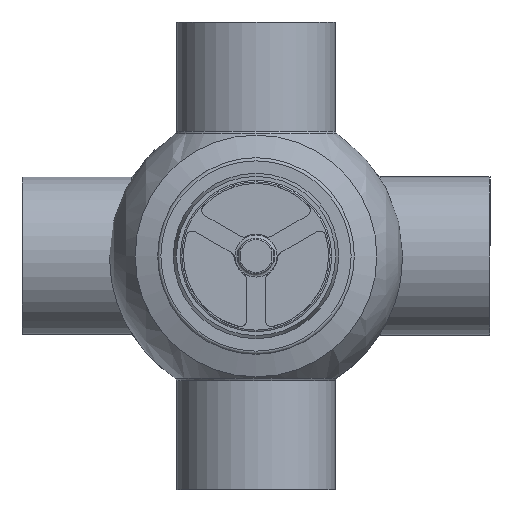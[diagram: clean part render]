
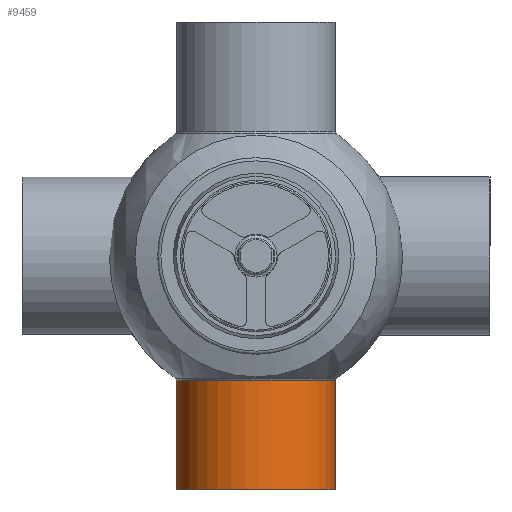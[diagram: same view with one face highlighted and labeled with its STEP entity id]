
A CAD part, front view. The second image highlights one B-rep face of the part: STEP entity #9459.
In plain terms, the highlighted cylindrical face has radius 50.8 mm (diameter 101.6 mm), a full revolution.
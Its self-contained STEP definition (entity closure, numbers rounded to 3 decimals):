
#1064=FACE_OUTER_BOUND('',#1638,.T.);
#1638=EDGE_LOOP('',(#8134,#8135,#8136,#8137,#8138));
#2368=CIRCLE('',#10704,50.8);
#2369=CIRCLE('',#10705,50.8);
#2370=CIRCLE('',#10706,50.8);
#3098=LINE('',#17223,#3619);
#3619=VECTOR('',#13310,50.8);
#4434=VERTEX_POINT('',#17220);
#4435=VERTEX_POINT('',#17222);
#4436=VERTEX_POINT('',#17224);
#5722=EDGE_CURVE('',#4434,#4434,#2368,.T.);
#5723=EDGE_CURVE('',#4434,#4435,#3098,.T.);
#5724=EDGE_CURVE('',#4436,#4435,#2369,.T.);
#5725=EDGE_CURVE('',#4435,#4436,#2370,.T.);
#8134=ORIENTED_EDGE('',*,*,#5722,.T.);
#8135=ORIENTED_EDGE('',*,*,#5723,.T.);
#8136=ORIENTED_EDGE('',*,*,#5724,.F.);
#8137=ORIENTED_EDGE('',*,*,#5725,.F.);
#8138=ORIENTED_EDGE('',*,*,#5723,.F.);
#9037=CYLINDRICAL_SURFACE('',#10703,50.8);
#9459=ADVANCED_FACE('',(#1064),#9037,.T.);
#10703=AXIS2_PLACEMENT_3D('',#17219,#13306,#13307);
#10704=AXIS2_PLACEMENT_3D('',#17221,#13308,#13309);
#10705=AXIS2_PLACEMENT_3D('',#17225,#13311,#13312);
#10706=AXIS2_PLACEMENT_3D('',#17226,#13313,#13314);
#13306=DIRECTION('center_axis',(-1.,0.,0.));
#13307=DIRECTION('ref_axis',(0.,-1.,-0.029));
#13308=DIRECTION('center_axis',(1.,0.,0.));
#13309=DIRECTION('ref_axis',(0.,-1.,-0.029));
#13310=DIRECTION('',(1.,0.,0.));
#13311=DIRECTION('center_axis',(1.,0.,0.));
#13312=DIRECTION('ref_axis',(0.,-1.,-0.029));
#13313=DIRECTION('center_axis',(1.,0.,0.));
#13314=DIRECTION('ref_axis',(0.,-1.,-0.029));
#17219=CARTESIAN_POINT('Origin',(-116.25,71.5,0.));
#17220=CARTESIAN_POINT('',(-150.,122.279,1.477));
#17221=CARTESIAN_POINT('Origin',(-150.,71.5,0.));
#17222=CARTESIAN_POINT('',(-80.,122.279,1.477));
#17223=CARTESIAN_POINT('',(-116.25,122.279,1.477));
#17224=CARTESIAN_POINT('',(-80.,20.721,-1.477));
#17225=CARTESIAN_POINT('Origin',(-80.,71.5,0.));
#17226=CARTESIAN_POINT('Origin',(-80.,71.5,0.));
